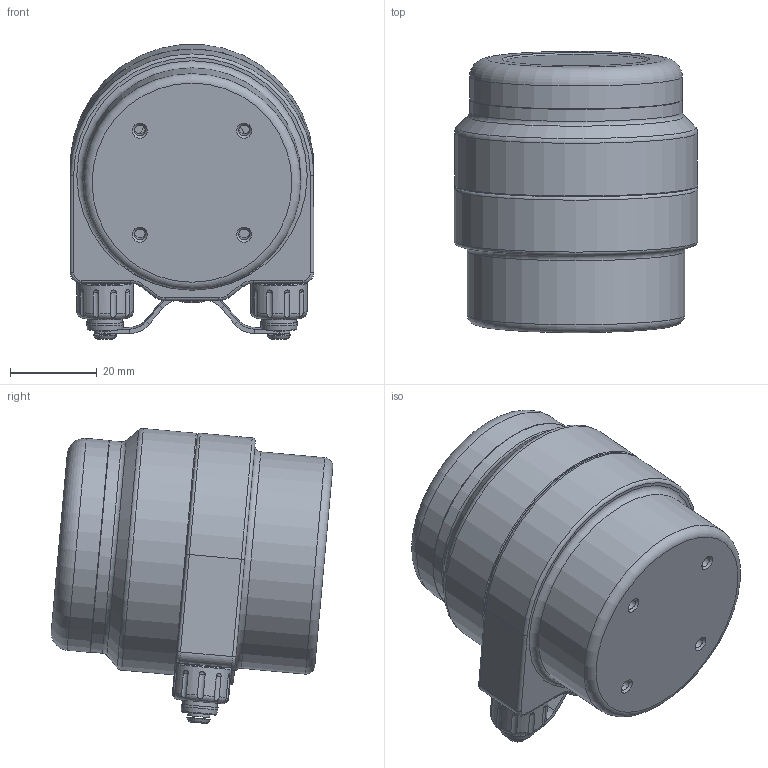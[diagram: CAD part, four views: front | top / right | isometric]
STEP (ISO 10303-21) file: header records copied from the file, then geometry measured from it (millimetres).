
FILE_DESCRIPTION (( 'STEP AP214' ), '1' );
FILE_NAME ('Micron Echosounder 500kHz.STEP', '2014-12-10T14:37:51', ( 'Allan' ), ( 'Microsoft' ), 'SwSTEP 2.0', 'SolidWorks 2013', '' );
FILE_SCHEMA (( 'AUTOMOTIVE_DESIGN' ));
Length unit declared in the file: inch
Products named in the file (1): Micron Echosounder 500kHz
Bounding box: 56 x 64.77 x 67.83 mm (x, y, z)
Surface area: 18905.6 mm2 (no closed solid volume)
Topology: 0 solids, 16 shells, 203 faces, 525 edges, 335 vertices
Faces by surface type: cylinder 80, plane 49, torus 41, sphere 20, cone 9, bspline 4
Full cylindrical faces by diameter (mm): 2.5 x4, 6 x1, 8 x2, 8.2 x2, 8.5 x2, 11.049 x4, 13 x2, 34 x1, 49 x2, 50 x1, 56 x1
Entity records: 9128 total; most frequent: CARTESIAN_POINT 1914, DIRECTION 1012, ORIENTED_EDGE 813, EDGE_CURVE 457, AXIS2_PLACEMENT_3D 431, VERTEX_POINT 321, EDGE_LOOP 272, FACE_OUTER_BOUND 240
